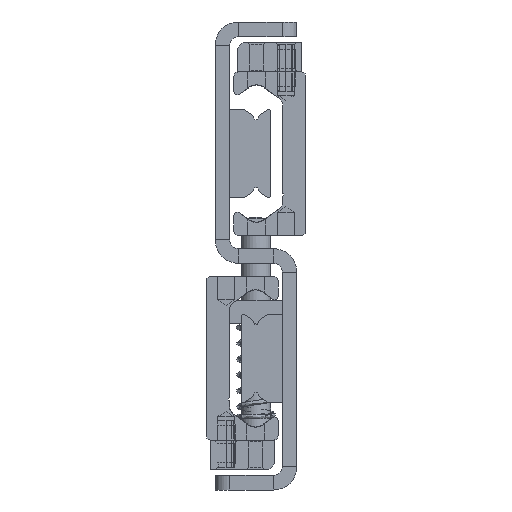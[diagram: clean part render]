
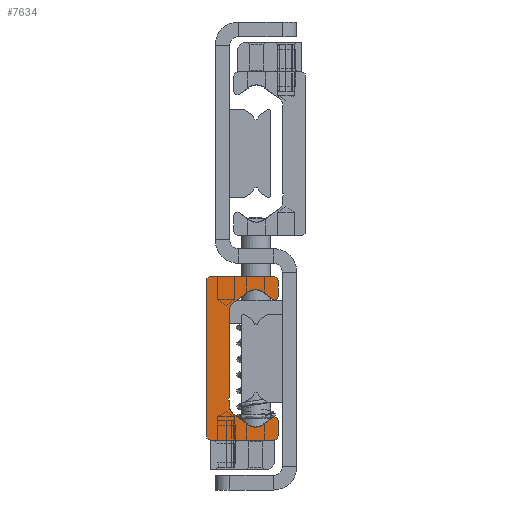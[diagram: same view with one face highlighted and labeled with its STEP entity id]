
A CAD part, left-side view. The second image highlights one B-rep face of the part: STEP entity #7634.
In plain terms, the highlighted planar face has unit normal (-1, 0, 0).
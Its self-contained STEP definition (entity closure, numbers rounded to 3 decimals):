
#5636=CARTESIAN_POINT('',(0.0,-5.206,10.139));
#5637=VERTEX_POINT('',#5636);
#5644=CARTESIAN_POINT('',(0.0,-3.417,11.391));
#5645=VERTEX_POINT('',#5644);
#5646=CARTESIAN_POINT('',(0.0,-5.206,10.139));
#5647=DIRECTION('',(0.0,0.819,0.574));
#5648=VECTOR('',#5647,2.184);
#5649=LINE('',#5646,#5648);
#5650=EDGE_CURVE('',#5637,#5645,#5649,.T.);
#5707=CARTESIAN_POINT('',(0.0,-1.123,11.391));
#5708=VERTEX_POINT('',#5707);
#5709=CARTESIAN_POINT('',(0.0,-2.27,9.753));
#5710=DIRECTION('',(-1.0,0.0,0.0));
#5711=DIRECTION('',(0.0,-0.574,-0.819));
#5712=AXIS2_PLACEMENT_3D('',#5709,#5710,#5711);
#5713=CIRCLE('',#5712,2.);
#5714=EDGE_CURVE('',#5645,#5708,#5713,.T.);
#5849=CARTESIAN_POINT('',(0.0,-3.417,-11.391));
#5850=VERTEX_POINT('',#5849);
#5857=CARTESIAN_POINT('',(0.0,-5.206,-10.139));
#5858=VERTEX_POINT('',#5857);
#5859=CARTESIAN_POINT('',(0.0,-3.417,-11.391));
#5860=DIRECTION('',(0.0,-0.819,0.574));
#5861=VECTOR('',#5860,2.184);
#5862=LINE('',#5859,#5861);
#5863=EDGE_CURVE('',#5850,#5858,#5862,.T.);
#6242=CARTESIAN_POINT('',(0.0,2.2,8.283));
#6243=VERTEX_POINT('',#6242);
#6250=CARTESIAN_POINT('',(0.0,2.2,-6.75));
#6251=VERTEX_POINT('',#6250);
#6252=CARTESIAN_POINT('',(0.0,2.2,8.283));
#6253=DIRECTION('',(0.0,0.0,-1.0));
#6254=VECTOR('',#6253,15.033);
#6255=LINE('',#6252,#6254);
#6256=EDGE_CURVE('',#6243,#6251,#6255,.T.);
#6382=CARTESIAN_POINT('',(0.0,1.56,9.512));
#6383=VERTEX_POINT('',#6382);
#6390=CARTESIAN_POINT('',(0.0,0.7,8.283));
#6391=DIRECTION('',(-1.0,0.0,0.0));
#6392=DIRECTION('',(0.0,-1.0,0.0));
#6393=AXIS2_PLACEMENT_3D('',#6390,#6391,#6392);
#6394=CIRCLE('',#6393,1.5);
#6395=EDGE_CURVE('',#6383,#6243,#6394,.T.);
#6418=CARTESIAN_POINT('',(0.0,-1.123,11.391));
#6419=DIRECTION('',(0.0,0.819,-0.574));
#6420=VECTOR('',#6419,3.276);
#6421=LINE('',#6418,#6420);
#6422=EDGE_CURVE('',#5708,#6383,#6421,.T.);
#7080=CARTESIAN_POINT('',(0.0,1.56,-9.512));
#7081=VERTEX_POINT('',#7080);
#7088=CARTESIAN_POINT('',(0.0,-1.123,-11.391));
#7089=VERTEX_POINT('',#7088);
#7090=CARTESIAN_POINT('',(0.0,1.56,-9.512));
#7091=DIRECTION('',(0.0,-0.819,-0.574));
#7092=VECTOR('',#7091,3.276);
#7093=LINE('',#7090,#7092);
#7094=EDGE_CURVE('',#7081,#7089,#7093,.T.);
#7133=CARTESIAN_POINT('',(0.0,-2.27,-9.753));
#7134=DIRECTION('',(-1.0,0.0,0.0));
#7135=DIRECTION('',(0.0,0.574,0.819));
#7136=AXIS2_PLACEMENT_3D('',#7133,#7134,#7135);
#7137=CIRCLE('',#7136,2.);
#7138=EDGE_CURVE('',#7089,#5850,#7137,.T.);
#7189=CARTESIAN_POINT('',(0.0,5.4,-14.0));
#7190=VERTEX_POINT('',#7189);
#7197=CARTESIAN_POINT('',(0.0,6.15,-13.25));
#7198=VERTEX_POINT('',#7197);
#7199=CARTESIAN_POINT('',(0.0,5.4,-13.25));
#7200=DIRECTION('',(1.0,0.0,0.0));
#7201=DIRECTION('',(0.0,0.0,-1.0));
#7202=AXIS2_PLACEMENT_3D('',#7199,#7200,#7201);
#7203=CIRCLE('',#7202,0.75);
#7204=EDGE_CURVE('',#7190,#7198,#7203,.T.);
#7221=CARTESIAN_POINT('',(0.0,-5.4,-14.));
#7222=VERTEX_POINT('',#7221);
#7229=CARTESIAN_POINT('',(0.0,-5.4,-14.));
#7230=DIRECTION('',(0.0,1.0,0.0));
#7231=VECTOR('',#7230,10.8);
#7232=LINE('',#7229,#7231);
#7233=EDGE_CURVE('',#7222,#7190,#7232,.T.);
#7260=CARTESIAN_POINT('',(0.0,-6.15,-13.25));
#7261=VERTEX_POINT('',#7260);
#7268=CARTESIAN_POINT('',(0.0,-5.4,-13.25));
#7269=DIRECTION('',(1.0,0.0,0.0));
#7270=DIRECTION('',(0.0,-1.0,0.0));
#7271=AXIS2_PLACEMENT_3D('',#7268,#7269,#7270);
#7272=CIRCLE('',#7271,0.75);
#7273=EDGE_CURVE('',#7261,#7222,#7272,.T.);
#7285=CARTESIAN_POINT('',(0.0,-6.15,-10.63));
#7286=VERTEX_POINT('',#7285);
#7293=CARTESIAN_POINT('',(0.0,-6.15,-10.63));
#7294=DIRECTION('',(0.0,0.0,-1.0));
#7295=VECTOR('',#7294,2.62);
#7296=LINE('',#7293,#7295);
#7297=EDGE_CURVE('',#7286,#7261,#7296,.T.);
#7310=CARTESIAN_POINT('',(0.0,-5.55,-10.63));
#7311=DIRECTION('',(1.0,0.0,0.0));
#7312=DIRECTION('',(0.0,0.574,0.819));
#7313=AXIS2_PLACEMENT_3D('',#7310,#7311,#7312);
#7314=CIRCLE('',#7313,0.6);
#7315=EDGE_CURVE('',#5858,#7286,#7314,.T.);
#7339=CARTESIAN_POINT('',(0.0,2.2,-8.283));
#7340=VERTEX_POINT('',#7339);
#7347=CARTESIAN_POINT('',(0.0,0.7,-8.283));
#7348=DIRECTION('',(-1.0,0.0,0.0));
#7349=DIRECTION('',(0.0,-0.574,0.819));
#7350=AXIS2_PLACEMENT_3D('',#7347,#7348,#7349);
#7351=CIRCLE('',#7350,1.5);
#7352=EDGE_CURVE('',#7340,#7081,#7351,.T.);
#7365=CARTESIAN_POINT('',(0.0,2.2,-7.25));
#7366=VERTEX_POINT('',#7365);
#7373=CARTESIAN_POINT('',(0.0,2.2,-7.25));
#7374=DIRECTION('',(0.0,0.0,-1.0));
#7375=VECTOR('',#7374,1.033);
#7376=LINE('',#7373,#7375);
#7377=EDGE_CURVE('',#7366,#7340,#7376,.T.);
#7391=CARTESIAN_POINT('',(0.0,2.2,-7.));
#7392=DIRECTION('',(-1.0,0.0,0.0));
#7393=DIRECTION('',(0.0,0.0,1.0));
#7394=AXIS2_PLACEMENT_3D('',#7391,#7392,#7393);
#7395=CIRCLE('',#7394,0.25);
#7396=EDGE_CURVE('',#6251,#7366,#7395,.T.);
#7419=CARTESIAN_POINT('',(0.0,-6.15,10.63));
#7420=VERTEX_POINT('',#7419);
#7427=CARTESIAN_POINT('',(0.0,-5.55,10.63));
#7428=DIRECTION('',(1.0,0.0,0.0));
#7429=DIRECTION('',(0.0,-1.0,0.0));
#7430=AXIS2_PLACEMENT_3D('',#7427,#7428,#7429);
#7431=CIRCLE('',#7430,0.6);
#7432=EDGE_CURVE('',#7420,#5637,#7431,.T.);
#7444=CARTESIAN_POINT('',(0.0,-6.15,13.25));
#7445=VERTEX_POINT('',#7444);
#7452=CARTESIAN_POINT('',(0.0,-6.15,13.25));
#7453=DIRECTION('',(0.0,0.0,-1.0));
#7454=VECTOR('',#7453,2.62);
#7455=LINE('',#7452,#7454);
#7456=EDGE_CURVE('',#7445,#7420,#7455,.T.);
#7468=CARTESIAN_POINT('',(0.0,-5.4,14.));
#7469=VERTEX_POINT('',#7468);
#7476=CARTESIAN_POINT('',(0.0,-5.4,13.25));
#7477=DIRECTION('',(1.0,0.0,0.0));
#7478=DIRECTION('',(0.0,0.0,1.0));
#7479=AXIS2_PLACEMENT_3D('',#7476,#7477,#7478);
#7480=CIRCLE('',#7479,0.75);
#7481=EDGE_CURVE('',#7469,#7445,#7480,.T.);
#7493=CARTESIAN_POINT('',(0.0,5.4,14.0));
#7494=VERTEX_POINT('',#7493);
#7501=CARTESIAN_POINT('',(0.0,5.4,14.0));
#7502=DIRECTION('',(0.0,-1.0,0.0));
#7503=VECTOR('',#7502,10.8);
#7504=LINE('',#7501,#7503);
#7505=EDGE_CURVE('',#7494,#7469,#7504,.T.);
#7532=CARTESIAN_POINT('',(0.0,6.15,13.25));
#7533=VERTEX_POINT('',#7532);
#7540=CARTESIAN_POINT('',(0.0,5.4,13.25));
#7541=DIRECTION('',(1.0,0.0,0.0));
#7542=DIRECTION('',(0.0,1.0,0.0));
#7543=AXIS2_PLACEMENT_3D('',#7540,#7541,#7542);
#7544=CIRCLE('',#7543,0.75);
#7545=EDGE_CURVE('',#7533,#7494,#7544,.T.);
#7558=CARTESIAN_POINT('',(0.0,6.15,-13.25));
#7559=DIRECTION('',(0.0,0.0,1.0));
#7560=VECTOR('',#7559,26.5);
#7561=LINE('',#7558,#7560);
#7562=EDGE_CURVE('',#7198,#7533,#7561,.T.);
#7605=CARTESIAN_POINT('',(0.0,1.352,-0.021));
#7606=DIRECTION('',(1.0,0.0,0.0));
#7607=DIRECTION('',(0.0,0.0,-1.0));
#7608=AXIS2_PLACEMENT_3D('',#7605,#7606,#7607);
#7609=PLANE('',#7608);
#7610=ORIENTED_EDGE('',*,*,#7562,.F.);
#7611=ORIENTED_EDGE('',*,*,#7204,.F.);
#7612=ORIENTED_EDGE('',*,*,#7233,.F.);
#7613=ORIENTED_EDGE('',*,*,#7273,.F.);
#7614=ORIENTED_EDGE('',*,*,#7297,.F.);
#7615=ORIENTED_EDGE('',*,*,#7315,.F.);
#7616=ORIENTED_EDGE('',*,*,#5863,.F.);
#7617=ORIENTED_EDGE('',*,*,#7138,.F.);
#7618=ORIENTED_EDGE('',*,*,#7094,.F.);
#7619=ORIENTED_EDGE('',*,*,#7352,.F.);
#7620=ORIENTED_EDGE('',*,*,#7377,.F.);
#7621=ORIENTED_EDGE('',*,*,#7396,.F.);
#7622=ORIENTED_EDGE('',*,*,#6256,.F.);
#7623=ORIENTED_EDGE('',*,*,#6395,.F.);
#7624=ORIENTED_EDGE('',*,*,#6422,.F.);
#7625=ORIENTED_EDGE('',*,*,#5714,.F.);
#7626=ORIENTED_EDGE('',*,*,#5650,.F.);
#7627=ORIENTED_EDGE('',*,*,#7432,.F.);
#7628=ORIENTED_EDGE('',*,*,#7456,.F.);
#7629=ORIENTED_EDGE('',*,*,#7481,.F.);
#7630=ORIENTED_EDGE('',*,*,#7505,.F.);
#7631=ORIENTED_EDGE('',*,*,#7545,.F.);
#7632=EDGE_LOOP('',(#7610,#7611,#7612,#7613,#7614,#7615,#7616,#7617,#7618,#7619,#7620,#7621,#7622,#7623,#7624,#7625,#7626,#7627,#7628,#7629,#7630,#7631));
#7633=FACE_OUTER_BOUND('',#7632,.T.);
#7634=ADVANCED_FACE('',(#7633),#7609,.F.);
